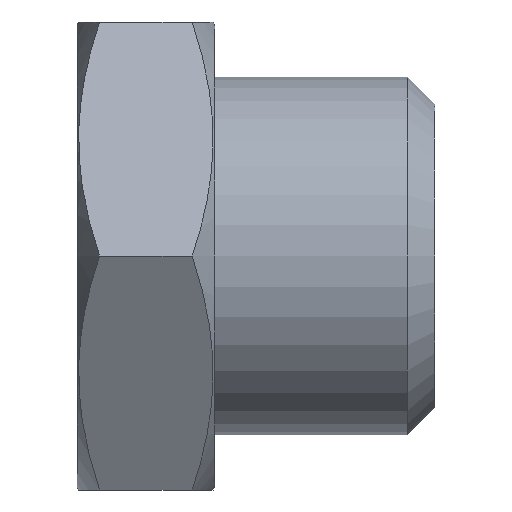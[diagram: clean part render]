
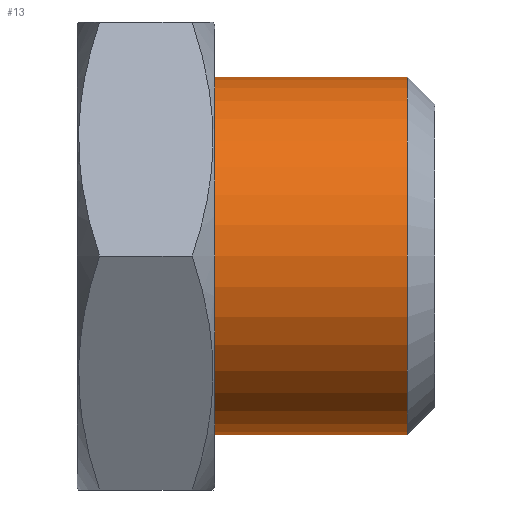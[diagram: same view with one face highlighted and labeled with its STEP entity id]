
A CAD part, left-side view. The second image highlights one B-rep face of the part: STEP entity #13.
In plain terms, the highlighted cylindrical face has radius 6.5 mm (diameter 13 mm), a partial arc.
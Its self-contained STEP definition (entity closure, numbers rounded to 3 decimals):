
#13 = ADVANCED_FACE ( 'NONE', ( #241 ), #242, .T. ) ;
#174 = DIRECTION ( 'NONE',  ( 0., 0., 1. ) ) ;
#177 = DIRECTION ( 'NONE',  ( 0., 1., 0. ) ) ;
#179 = CARTESIAN_POINT ( 'NONE',  ( 0., 8., 0. ) ) ;
#186 = CARTESIAN_POINT ( 'NONE',  ( 0., 17.464, -6.5 ) ) ;
#193 = CARTESIAN_POINT ( 'NONE',  ( 0., 17.464, 6.5 ) ) ;
#197 = DIRECTION ( 'NONE',  ( 0., 0., 1. ) ) ;
#209 = DIRECTION ( 'NONE',  ( 0., 1., 0. ) ) ;
#211 = CARTESIAN_POINT ( 'NONE',  ( 0., 1., 0. ) ) ;
#214 = DIRECTION ( 'NONE',  ( 0., 1., 0. ) ) ;
#227 = DIRECTION ( 'NONE',  ( 0., 1., 0. ) ) ;
#241 = FACE_OUTER_BOUND ( 'NONE', #411, .T. ) ;
#242 = CYLINDRICAL_SURFACE ( 'NONE', #630, 6.5 ) ;
#269 = LINE ( 'NONE', #186, #670 ) ;
#270 = LINE ( 'NONE', #193, #675 ) ;
#347 = ORIENTED_EDGE ( 'NONE', *, *, #746, .F. ) ;
#348 = ORIENTED_EDGE ( 'NONE', *, *, #736, .F. ) ;
#349 = ORIENTED_EDGE ( 'NONE', *, *, #745, .T. ) ;
#350 = ORIENTED_EDGE ( 'NONE', *, *, #739, .T. ) ;
#411 = EDGE_LOOP ( 'NONE', ( #348, #349, #350, #347 ) ) ;
#450 = VERTEX_POINT ( 'NONE', #538 ) ;
#452 = VERTEX_POINT ( 'NONE', #546 ) ;
#461 = VERTEX_POINT ( 'NONE', #513 ) ;
#462 = VERTEX_POINT ( 'NONE', #549 ) ;
#513 = CARTESIAN_POINT ( 'NONE',  ( 0., 1., 6.5 ) ) ;
#538 = CARTESIAN_POINT ( 'NONE',  ( 0., 8., 6.5 ) ) ;
#546 = CARTESIAN_POINT ( 'NONE',  ( 0., 8., -6.5 ) ) ;
#549 = CARTESIAN_POINT ( 'NONE',  ( 0., 1., -6.5 ) ) ;
#630 = AXIS2_PLACEMENT_3D ( 'NONE', #820, #819, #817 ) ;
#667 = CIRCLE ( 'NONE', #684, 6.5 ) ;
#670 = VECTOR ( 'NONE', #227, 1000. ) ;
#672 = CIRCLE ( 'NONE', #685, 6.5 ) ;
#675 = VECTOR ( 'NONE', #214, 1000. ) ;
#684 = AXIS2_PLACEMENT_3D ( 'NONE', #211, #209, #197 ) ;
#685 = AXIS2_PLACEMENT_3D ( 'NONE', #179, #177, #174 ) ;
#736 = EDGE_CURVE ( 'NONE', #462, #452, #269, .T. ) ;
#739 = EDGE_CURVE ( 'NONE', #461, #450, #270, .T. ) ;
#745 = EDGE_CURVE ( 'NONE', #462, #461, #667, .T. ) ;
#746 = EDGE_CURVE ( 'NONE', #452, #450, #672, .T. ) ;
#817 = DIRECTION ( 'NONE',  ( 0., 0., 1. ) ) ;
#819 = DIRECTION ( 'NONE',  ( 0., 1., 0. ) ) ;
#820 = CARTESIAN_POINT ( 'NONE',  ( 0., 17.464, 0. ) ) ;
